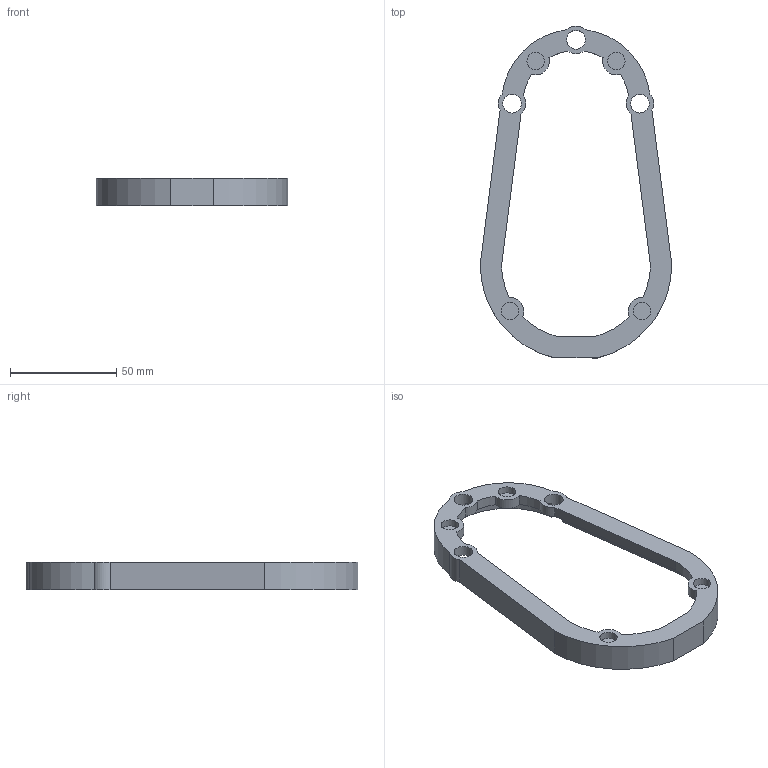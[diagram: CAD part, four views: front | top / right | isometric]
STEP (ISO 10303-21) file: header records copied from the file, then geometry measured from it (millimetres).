
FILE_DESCRIPTION(/* description */ ('Alibre Inc.'),/* implementation_level */ '2;1');
FILE_NAME(/* name */ 'export0',/* time_stamp */ '2015-09-22T20:36:28-06:00',/* author */ (''),/* organization */ (''),/* preprocessor_version */ 'ST-DEVELOPER v14',/* originating_system */ 'Alibre',/* authorisation */ '');
FILE_SCHEMA (('CONFIG_CONTROL_DESIGN'));
Length unit declared in the file: centimetre
Products named in the file (1): ID_1
Bounding box: 90 x 155.94 x 13 mm (x, y, z)
Volume: 25696.3 mm3; surface area: 18353.1 mm2
Topology: 1 solids, 1 shells, 49 faces, 139 edges, 94 vertices
Faces by surface type: cylinder 33, plane 16
Full cylindrical faces by diameter (mm): 8.15 x4, 8.8 x3
Entity records: 1609 total; most frequent: DIRECTION 273, CARTESIAN_POINT 258, ORIENTED_EDGE 250, EDGE_CURVE 125, AXIS2_PLACEMENT_3D 115, VERTEX_POINT 87, CIRCLE 69, EDGE_LOOP 66
